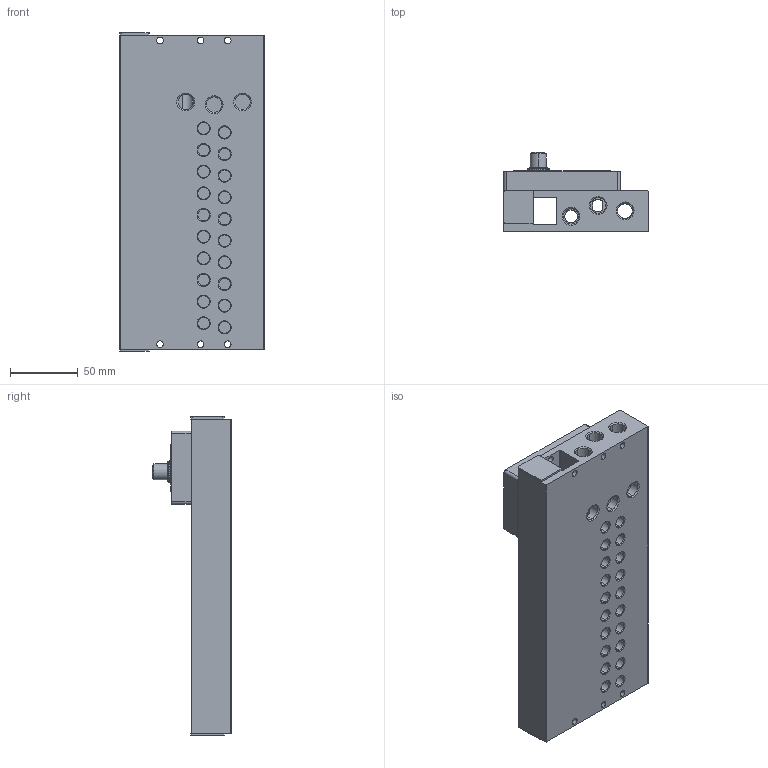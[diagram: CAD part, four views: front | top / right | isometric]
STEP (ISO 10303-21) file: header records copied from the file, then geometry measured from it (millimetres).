
FILE_DESCRIPTION (( 'STEP AP203' ), '1' );
FILE_NAME ('ES2VB-10F-06LK16.STEP', '2022-08-02T06:16:00', ( '' ), ( '' ), 'SwSTEP 2.0', 'SolidWorks 2022', '' );
FILE_SCHEMA (( 'CONFIG_CONTROL_DESIGN' ));
Length unit declared in the file: millimetre
Products named in the file (1): ES2VB-10F-06LK16
Bounding box: 106.7 x 58.4 x 235 mm (x, y, z)
Volume: 658572.4 mm3; surface area: 122000.5 mm2
Topology: 1 solids, 1 shells, 394 faces, 902 edges, 572 vertices
Faces by surface type: cylinder 168, cone 110, plane 104, bspline 12
Entity records: 11549 total; most frequent: DIRECTION 2158, CARTESIAN_POINT 2133, ORIENTED_EDGE 1804, EDGE_CURVE 902, AXIS2_PLACEMENT_3D 889, VERTEX_POINT 572, CIRCLE 506, EDGE_LOOP 482
